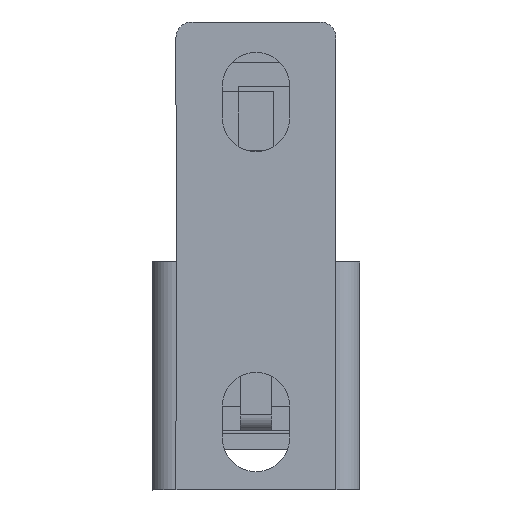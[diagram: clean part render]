
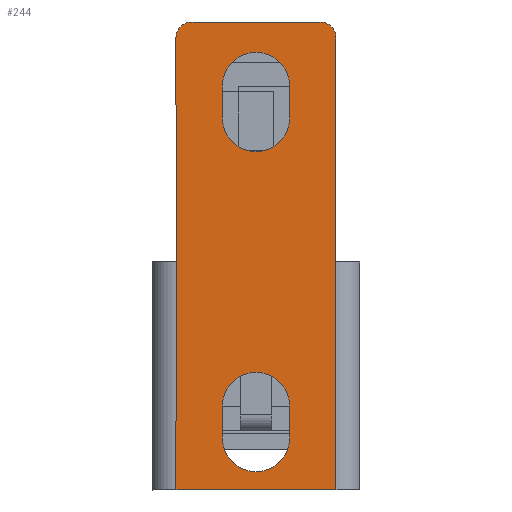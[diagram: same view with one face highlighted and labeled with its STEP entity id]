
A CAD part, left-side view. The second image highlights one B-rep face of the part: STEP entity #244.
In plain terms, the highlighted planar face has unit normal (-1, 0, 0).
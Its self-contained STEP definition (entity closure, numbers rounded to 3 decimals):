
#244=ADVANCED_FACE('',(#932,#933,#934),#931,.T.);
#931=PLANE('',#2196);
#932=FACE_OUTER_BOUND('',#2197,.T.);
#933=FACE_BOUND('',#2198,.T.);
#934=FACE_BOUND('',#2199,.T.);
#2193=CARTESIAN_POINT('',(-14.,-6.,-13.175));
#2194=DIRECTION('',(-1.,0.,0.));
#2195=DIRECTION('',(0.,0.,1.));
#2196=AXIS2_PLACEMENT_3D('',#2193,#2194,#2195);
#2197=EDGE_LOOP('',(#2982,#2983,#2984,#2985,#2986,#2987,#2988,#2989));
#2198=EDGE_LOOP('',(#2990,#2991,#2992,#2993));
#2199=EDGE_LOOP('',(#2994,#2995,#2996,#2997));
#2982=ORIENTED_EDGE('',*,*,#3627,.T.);
#2983=ORIENTED_EDGE('',*,*,#3675,.T.);
#2984=ORIENTED_EDGE('',*,*,#3676,.T.);
#2985=ORIENTED_EDGE('',*,*,#3669,.T.);
#2986=ORIENTED_EDGE('',*,*,#3666,.F.);
#2987=ORIENTED_EDGE('',*,*,#3663,.T.);
#2988=ORIENTED_EDGE('',*,*,#3660,.F.);
#2989=ORIENTED_EDGE('',*,*,#3657,.T.);
#2990=ORIENTED_EDGE('',*,*,#3677,.F.);
#2991=ORIENTED_EDGE('',*,*,#3678,.T.);
#2992=ORIENTED_EDGE('',*,*,#3679,.F.);
#2993=ORIENTED_EDGE('',*,*,#3680,.T.);
#2994=ORIENTED_EDGE('',*,*,#3636,.T.);
#2995=ORIENTED_EDGE('',*,*,#3640,.T.);
#2996=ORIENTED_EDGE('',*,*,#3646,.T.);
#2997=ORIENTED_EDGE('',*,*,#3643,.T.);
#3627=EDGE_CURVE('',#4716,#4708,#4717,.T.);
#3636=EDGE_CURVE('',#4778,#4779,#4780,.T.);
#3640=EDGE_CURVE('',#4779,#4806,#4807,.T.);
#3643=EDGE_CURVE('',#4826,#4778,#4827,.T.);
#3646=EDGE_CURVE('',#4806,#4826,#4846,.T.);
#3657=EDGE_CURVE('',#4918,#4716,#4919,.T.);
#3660=EDGE_CURVE('',#4918,#4938,#4939,.T.);
#3663=EDGE_CURVE('',#4958,#4938,#4959,.T.);
#3666=EDGE_CURVE('',#4958,#4978,#4979,.T.);
#3669=EDGE_CURVE('',#4998,#4978,#4999,.T.);
#3675=EDGE_CURVE('',#4708,#5037,#5038,.T.);
#3676=EDGE_CURVE('',#5037,#4998,#5044,.T.);
#3677=EDGE_CURVE('',#5050,#5051,#5052,.T.);
#3678=EDGE_CURVE('',#5050,#5058,#5059,.T.);
#3679=EDGE_CURVE('',#5065,#5058,#5066,.T.);
#3680=EDGE_CURVE('',#5065,#5051,#5072,.T.);
#4708=VERTEX_POINT('',#7138);
#4716=VERTEX_POINT('',#7144);
#4717=LINE('',#7145,#7146);
#4778=VERTEX_POINT('',#7183);
#4779=VERTEX_POINT('',#7184);
#4780=LINE('',#7185,#7186);
#4806=VERTEX_POINT('',#7199);
#4807=CIRCLE('',#7203,2.1);
#4826=VERTEX_POINT('',#7212);
#4827=CIRCLE('',#7216,2.1);
#4846=LINE('',#7225,#7226);
#4918=VERTEX_POINT('',#7266);
#4919=LINE('',#7267,#7268);
#4938=VERTEX_POINT('',#7277);
#4939=CIRCLE('',#7281,1.);
#4958=VERTEX_POINT('',#7290);
#4959=LINE('',#7291,#7292);
#4978=VERTEX_POINT('',#7301);
#4979=CIRCLE('',#7305,1.);
#4998=VERTEX_POINT('',#7314);
#4999=LINE('',#7315,#7316);
#5037=VERTEX_POINT('',#7336);
#5038=LINE('',#7337,#7338);
#5044=LINE('',#7340,#7341);
#5050=VERTEX_POINT('',#7343);
#5051=VERTEX_POINT('',#7344);
#5052=LINE('',#7345,#7346);
#5058=VERTEX_POINT('',#7348);
#5059=CIRCLE('',#7352,2.1);
#5065=VERTEX_POINT('',#7353);
#5066=LINE('',#7354,#7355);
#5072=CIRCLE('',#7360,2.1);
#7138=CARTESIAN_POINT('',(-14.,5.,-10.25));
#7144=CARTESIAN_POINT('',(-14.,5.,4.));
#7145=CARTESIAN_POINT('',(-14.,5.,4.));
#7146=VECTOR('',#7147,14.25);
#7147=DIRECTION('',(0.,0.,-1.));
#7183=CARTESIAN_POINT('',(-14.,-2.1,15.));
#7184=CARTESIAN_POINT('',(-14.,-2.1,13.));
#7185=CARTESIAN_POINT('',(-14.,-2.1,15.));
#7186=VECTOR('',#7187,2.);
#7187=DIRECTION('',(0.,0.,-1.));
#7199=CARTESIAN_POINT('',(-14.,2.1,13.));
#7200=CARTESIAN_POINT('',(-14.,0.,13.));
#7201=DIRECTION('',(1.,0.,0.));
#7202=DIRECTION('',(0.,1.,0.));
#7203=AXIS2_PLACEMENT_3D('',#7200,#7201,#7202);
#7212=CARTESIAN_POINT('',(-14.,2.1,15.));
#7213=CARTESIAN_POINT('',(-14.,0.,15.));
#7214=DIRECTION('',(1.,0.,0.));
#7215=DIRECTION('',(0.,0.,-1.));
#7216=AXIS2_PLACEMENT_3D('',#7213,#7214,#7215);
#7225=CARTESIAN_POINT('',(-14.,2.1,13.));
#7226=VECTOR('',#7227,2.);
#7227=DIRECTION('',(0.,0.,1.));
#7266=CARTESIAN_POINT('',(-14.,5.,18.));
#7267=CARTESIAN_POINT('',(-14.,5.,18.));
#7268=VECTOR('',#7269,14.);
#7269=DIRECTION('',(0.,0.,-1.));
#7277=CARTESIAN_POINT('',(-14.,4.,19.));
#7278=CARTESIAN_POINT('',(-14.,4.,18.));
#7279=DIRECTION('',(1.,0.,0.));
#7280=DIRECTION('',(0.,0.,-1.));
#7281=AXIS2_PLACEMENT_3D('',#7278,#7279,#7280);
#7290=CARTESIAN_POINT('',(-14.,-4.,19.));
#7291=CARTESIAN_POINT('',(-14.,-4.,19.));
#7292=VECTOR('',#7293,8.);
#7293=DIRECTION('',(0.,1.,0.));
#7301=CARTESIAN_POINT('',(-14.,-5.,18.));
#7302=CARTESIAN_POINT('',(-14.,-4.,18.));
#7303=DIRECTION('',(1.,0.,0.));
#7304=DIRECTION('',(0.,0.,-1.));
#7305=AXIS2_PLACEMENT_3D('',#7302,#7303,#7304);
#7314=CARTESIAN_POINT('',(-14.,-5.,4.));
#7315=CARTESIAN_POINT('',(-14.,-5.,4.));
#7316=VECTOR('',#7317,14.);
#7317=DIRECTION('',(0.,0.,1.));
#7336=CARTESIAN_POINT('',(-14.,-5.,-10.25));
#7337=CARTESIAN_POINT('',(-14.,5.,-10.25));
#7338=VECTOR('',#7339,10.);
#7339=DIRECTION('',(0.,-1.,0.));
#7340=CARTESIAN_POINT('',(-14.,-5.,-10.25));
#7341=VECTOR('',#7342,14.25);
#7342=DIRECTION('',(0.,0.,1.));
#7343=CARTESIAN_POINT('',(-14.,-2.1,-7.));
#7344=CARTESIAN_POINT('',(-14.,-2.1,-5.));
#7345=CARTESIAN_POINT('',(-14.,-2.1,-7.));
#7346=VECTOR('',#7347,2.);
#7347=DIRECTION('',(0.,0.,1.));
#7348=CARTESIAN_POINT('',(-14.,2.1,-7.));
#7349=CARTESIAN_POINT('',(-14.,0.,-7.));
#7350=DIRECTION('',(1.,0.,0.));
#7351=DIRECTION('',(0.,1.,0.));
#7352=AXIS2_PLACEMENT_3D('',#7349,#7350,#7351);
#7353=CARTESIAN_POINT('',(-14.,2.1,-5.));
#7354=CARTESIAN_POINT('',(-14.,2.1,-5.));
#7355=VECTOR('',#7356,2.);
#7356=DIRECTION('',(0.,0.,-1.));
#7357=CARTESIAN_POINT('',(-14.,0.,-5.));
#7358=DIRECTION('',(1.,0.,0.));
#7359=DIRECTION('',(0.,0.,-1.));
#7360=AXIS2_PLACEMENT_3D('',#7357,#7358,#7359);
